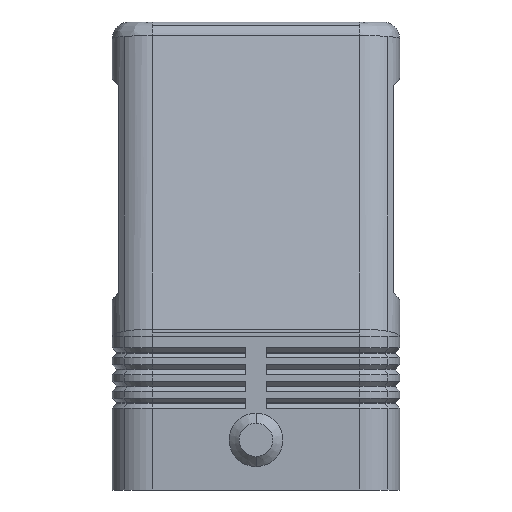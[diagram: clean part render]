
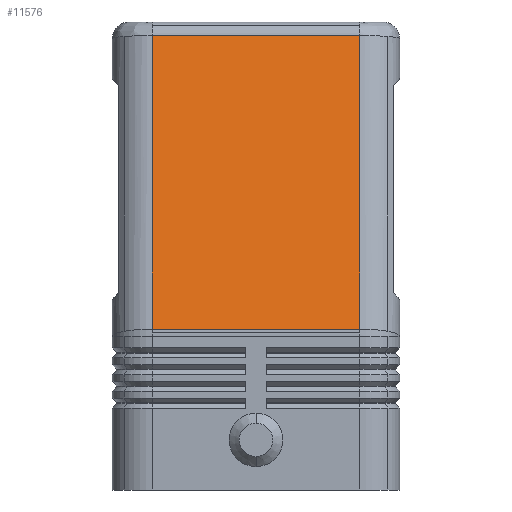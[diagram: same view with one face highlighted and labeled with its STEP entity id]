
A CAD part, left-side view. The second image highlights one B-rep face of the part: STEP entity #11576.
In plain terms, the highlighted planar face has unit normal (-0.982, 0, 0.19).
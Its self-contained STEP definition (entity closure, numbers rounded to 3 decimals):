
#259=CARTESIAN_POINT('',(-29.891,-15.5,24.065));
#260=VERTEX_POINT('',#259);
#268=CARTESIAN_POINT('',(-29.891,15.5,24.065));
#269=VERTEX_POINT('',#268);
#270=CARTESIAN_POINT('',(-29.891,-15.5,24.065));
#271=DIRECTION('',(0.0,1.0,0.0));
#272=VECTOR('',#271,31.);
#273=LINE('',#270,#272);
#274=EDGE_CURVE('',#260,#269,#273,.T.);
#11045=CARTESIAN_POINT('',(-21.392,-15.5,67.975));
#11046=VERTEX_POINT('',#11045);
#11054=CARTESIAN_POINT('',(-21.392,-15.5,67.975));
#11055=DIRECTION('',(-0.19,0.0,-0.982));
#11056=VECTOR('',#11055,44.725);
#11057=LINE('',#11054,#11056);
#11058=EDGE_CURVE('',#11046,#260,#11057,.T.);
#11553=CARTESIAN_POINT('',(-21.0,0.0,70.0));
#11554=DIRECTION('',(-0.982,0.0,0.19));
#11555=DIRECTION('',(0.19,0.0,0.982));
#11556=AXIS2_PLACEMENT_3D('',#11553,#11554,#11555);
#11557=PLANE('',#11556);
#11558=ORIENTED_EDGE('',*,*,#11058,.F.);
#11559=CARTESIAN_POINT('',(-21.392,15.5,67.975));
#11560=VERTEX_POINT('',#11559);
#11561=CARTESIAN_POINT('',(-21.392,15.5,67.975));
#11562=DIRECTION('',(0.0,-1.0,0.0));
#11563=VECTOR('',#11562,31.);
#11564=LINE('',#11561,#11563);
#11565=EDGE_CURVE('',#11560,#11046,#11564,.T.);
#11566=ORIENTED_EDGE('',*,*,#11565,.F.);
#11567=CARTESIAN_POINT('',(-29.891,15.5,24.065));
#11568=DIRECTION('',(0.19,0.,0.982));
#11569=VECTOR('',#11568,44.725);
#11570=LINE('',#11567,#11569);
#11571=EDGE_CURVE('',#269,#11560,#11570,.T.);
#11572=ORIENTED_EDGE('',*,*,#11571,.F.);
#11573=ORIENTED_EDGE('',*,*,#274,.F.);
#11574=EDGE_LOOP('',(#11558,#11566,#11572,#11573));
#11575=FACE_OUTER_BOUND('',#11574,.T.);
#11576=ADVANCED_FACE('',(#11575),#11557,.T.);
